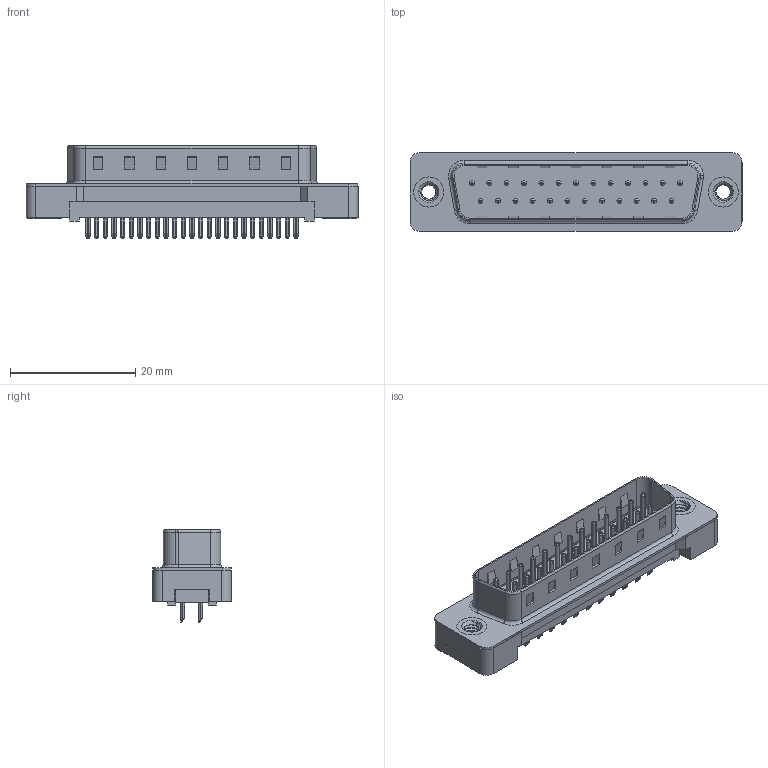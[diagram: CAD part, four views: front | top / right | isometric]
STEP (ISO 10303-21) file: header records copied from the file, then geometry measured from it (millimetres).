
FILE_DESCRIPTION (( 'STEP AP203' ), '1' );
FILE_NAME ('627-025-320-012.STEP', '2020-07-16T00:41:25', ( '' ), ( '' ), 'SwSTEP 2.0', 'SolidWorks 2020', '' );
FILE_SCHEMA (( 'CONFIG_CONTROL_DESIGN' ));
Length unit declared in the file: millimetre
Products named in the file (6): 627 PB Contact Row 1_20; 627 Plastic Body Housing_25 Contacts; 627 PB Shell_25 Contacts; 627 PB 4-40 Threaded Rivet; 627-025-320-012; 627 PB Contact Row 2_20
Assembly tree (29 placements, depth 2):
  627-025-320-012
    627 Plastic Body Housing_25 Contacts
    627 PB Shell_25 Contacts
    627 PB Contact Row 1_20  x13
    627 PB Contact Row 2_20  x12
    627 PB 4-40 Threaded Rivet  x2
Bounding box: 53.04 x 12.6 x 14.7 mm (x, y, z)
Volume: 2542.8 mm3; surface area: 5785.1 mm2
Topology: 29 solids, 29 shells, 1767 faces, 4694 edges, 3021 vertices
Faces by surface type: plane 1153, cylinder 504, torus 94, cone 10, bspline 6
Entity records: 23823 total; most frequent: CARTESIAN_POINT 5298, DIRECTION 3582, ORIENTED_EDGE 3578, EDGE_CURVE 1789, LINE 1296, VECTOR 1296, VERTEX_POINT 1162, AXIS2_PLACEMENT_3D 1143
